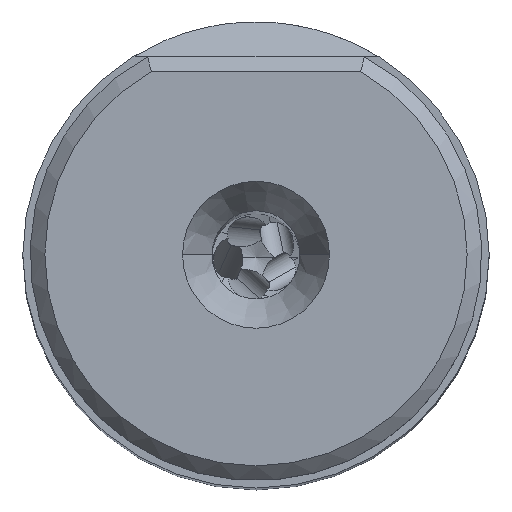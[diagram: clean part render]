
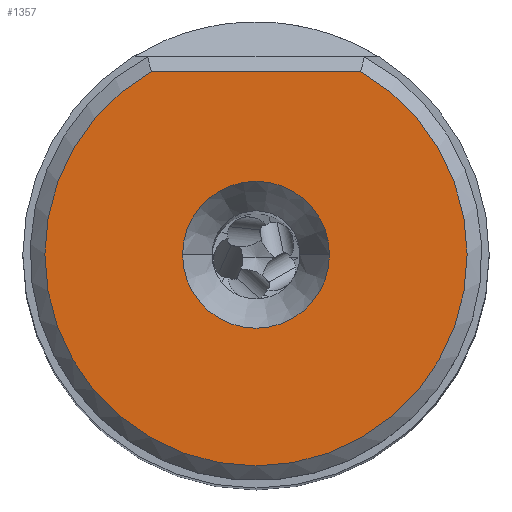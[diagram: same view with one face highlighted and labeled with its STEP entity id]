
A CAD part, top view. The second image highlights one B-rep face of the part: STEP entity #1357.
In plain terms, the highlighted planar face has unit normal (0, 0, 1).
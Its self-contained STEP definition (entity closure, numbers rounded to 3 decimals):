
#78=FACE_BOUND('',#2367,.T.);
#79=FACE_BOUND('',#2368,.T.);
#202=PLANE('',#9955);
#1357=ADVANCED_FACE('',(#78,#79),#202,.T.);
#2367=EDGE_LOOP('',(#4512,#4513));
#2368=EDGE_LOOP('',(#4514,#4515));
#2834=CIRCLE('',#9939,14.375);
#2838=CIRCLE('',#9953,5.);
#2839=CIRCLE('',#9954,5.);
#4512=ORIENTED_EDGE('',*,*,#7865,.T.);
#4513=ORIENTED_EDGE('',*,*,#7866,.T.);
#4514=ORIENTED_EDGE('',*,*,#7845,.T.);
#4515=ORIENTED_EDGE('',*,*,#7864,.F.);
#6597=VERTEX_POINT('',#16613);
#6600=VERTEX_POINT('',#16623);
#6611=VERTEX_POINT('',#16696);
#6612=VERTEX_POINT('',#16697);
#7845=EDGE_CURVE('',#6597,#6600,#2834,.T.);
#7864=EDGE_CURVE('',#6597,#6600,#8684,.T.);
#7865=EDGE_CURVE('',#6611,#6612,#2838,.T.);
#7866=EDGE_CURVE('',#6612,#6611,#2839,.T.);
#8684=LINE('',#16693,#9082);
#9082=VECTOR('',#11601,1.);
#9939=AXIS2_PLACEMENT_3D('',#16624,#11563,#11564);
#9953=AXIS2_PLACEMENT_3D('',#16695,#11604,#11605);
#9954=AXIS2_PLACEMENT_3D('',#16698,#11606,#11607);
#9955=AXIS2_PLACEMENT_3D('',#16699,#11608,#11609);
#11563=DIRECTION('',(0.,0.,1.));
#11564=DIRECTION('',(-0.496,0.869,0.));
#11601=DIRECTION('',(1.,0.,0.));
#11604=DIRECTION('',(0.,0.,-1.));
#11605=DIRECTION('',(-1.,0.,0.));
#11606=DIRECTION('',(0.,0.,-1.));
#11607=DIRECTION('',(1.,0.,0.));
#11608=DIRECTION('',(0.,0.,1.));
#11609=DIRECTION('',(1.,0.,0.));
#16613=CARTESIAN_POINT('',(-7.125,12.485,42.863));
#16623=CARTESIAN_POINT('',(7.125,12.485,42.863));
#16624=CARTESIAN_POINT('',(0.,0.,42.863));
#16693=CARTESIAN_POINT('',(-7.125,12.485,42.863));
#16695=CARTESIAN_POINT('',(0.,0.,42.863));
#16696=CARTESIAN_POINT('',(-5.,0.,42.863));
#16697=CARTESIAN_POINT('',(5.,0.,42.863));
#16698=CARTESIAN_POINT('',(0.,0.,42.863));
#16699=CARTESIAN_POINT('',(0.,-1.045,42.863));
